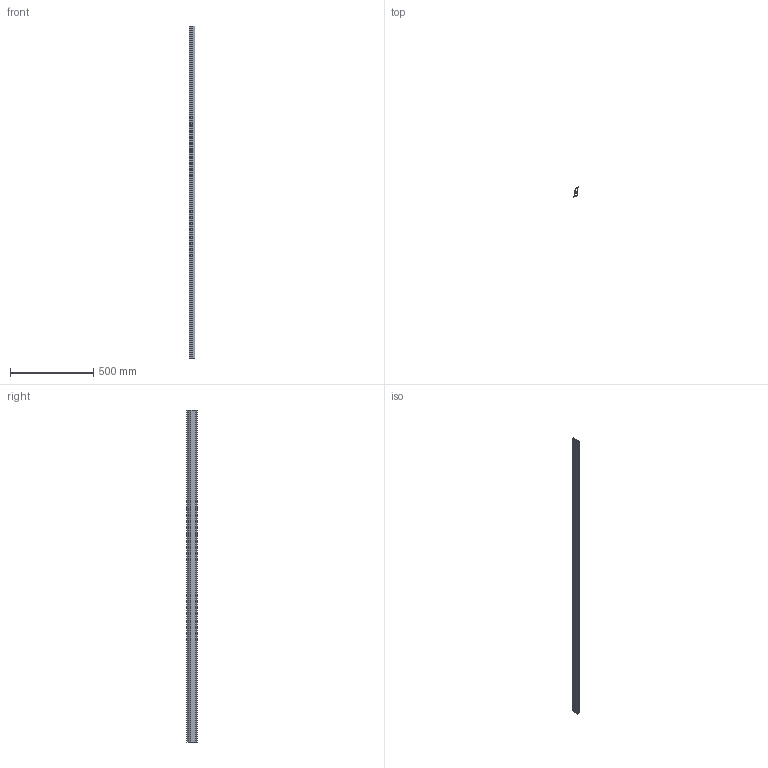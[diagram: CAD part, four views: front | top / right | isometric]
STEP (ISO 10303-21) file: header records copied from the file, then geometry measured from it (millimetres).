
FILE_DESCRIPTION (( 'STEP AP214' ), '1' );
FILE_NAME ('6132212.stp', '2024-09-05T09:51:50', ( '' ), ( '' ), 'SwSTEP 2.0', 'SolidWorks 2022', '' );
FILE_SCHEMA (( 'AUTOMOTIVE_DESIGN' ));
Length unit declared in the file: millimetre
Products named in the file (3): 162331_Mit Dichtlippe; 162352_2000mm; 6132212
Assembly tree (2 placements, depth 2):
  6132212
    162352_2000mm
    162331_Mit Dichtlippe
Bounding box: 32.68 x 62.68 x 2000 mm (x, y, z)
Volume: 560212.4 mm3; surface area: 771762.5 mm2
Topology: 4 solids, 4 shells, 90 faces, 272 edges, 190 vertices
Faces by surface type: plane 48, cylinder 42
Full cylindrical faces by diameter (mm): 6.1 x26
Entity records: 3966 total; most frequent: DIRECTION 494, CARTESIAN_POINT 479, ORIENTED_EDGE 440, EDGE_CURVE 220, AXIS2_PLACEMENT_3D 179, EDGE_LOOP 168, VERTEX_POINT 164, VECTOR 136
